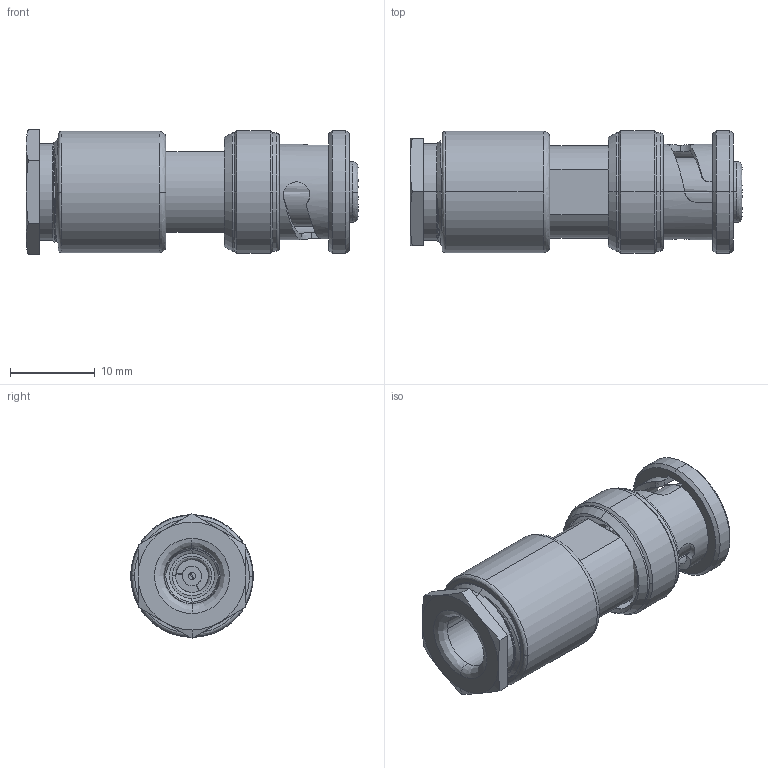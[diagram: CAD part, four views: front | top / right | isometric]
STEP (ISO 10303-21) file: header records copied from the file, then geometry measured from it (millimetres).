
FILE_DESCRIPTION (( 'STEP AP214' ), '1' );
FILE_NAME ('XM-st.STEP', '2024-01-17T10:26:01', ( '' ), ( '' ), 'SwSTEP 2.0', 'SolidWorks 2023', '' );
FILE_SCHEMA (( 'AUTOMOTIVE_DESIGN' ));
Length unit declared in the file: inch
Products named in the file (1): XM-st
Bounding box: 39.12 x 14.48 x 14.66 mm (x, y, z)
Surface area: 3569.4 mm2 (no closed solid volume)
Topology: 0 solids, 10 shells, 144 faces, 412 edges, 249 vertices
Faces by surface type: cylinder 42, bspline 42, plane 31, cone 29
Full cylindrical faces by diameter (mm): 1.346 x1
Entity records: 7855 total; most frequent: CARTESIAN_POINT 4609, ORIENTED_EDGE 726, DIRECTION 590, EDGE_CURVE 385, VERTEX_POINT 249, AXIS2_PLACEMENT_3D 243, EDGE_LOOP 156, ADVANCED_FACE 144
